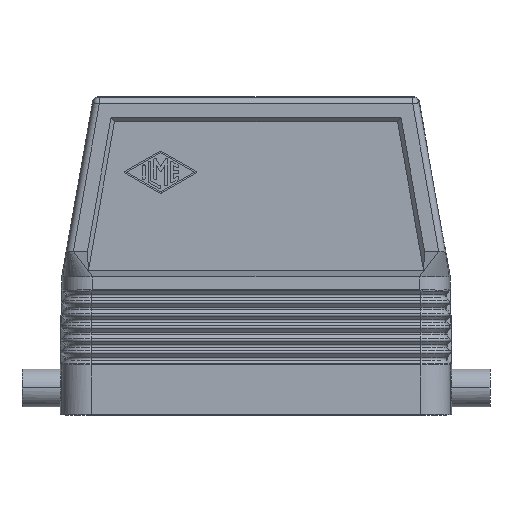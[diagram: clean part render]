
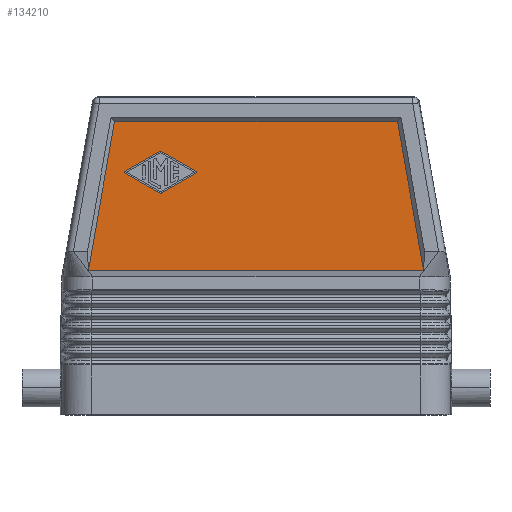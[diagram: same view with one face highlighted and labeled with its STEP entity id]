
A CAD part, left-side view. The second image highlights one B-rep face of the part: STEP entity #134210.
In plain terms, the highlighted planar face has unit normal (-1, 0, 0).
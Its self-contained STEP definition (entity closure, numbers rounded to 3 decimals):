
#33180=CARTESIAN_POINT('',(374.083,40.072,
63.188));
#33190=VERTEX_POINT('',#33180);
#33360=CARTESIAN_POINT('',(374.083,48.488,
58.377));
#33370=VERTEX_POINT('',#33360);
#33400=CARTESIAN_POINT('',(374.083,44.373,
60.73));
#33410=DIRECTION('',(0.,-0.868,0.496));
#33420=VECTOR('',#33410,1.);
#33430=LINE('',#33400,#33420);
#33440=EDGE_CURVE('',#33370,#33190,#33430,.T.);
#80030=CARTESIAN_POINT('',(374.083,48.488,
58.088));
#80040=VERTEX_POINT('',#80030);
#80070=CARTESIAN_POINT('',(374.083,48.405,
58.233));
#80080=DIRECTION('',(-1.,0.,0.));
#80090=DIRECTION('',(0.,-1.,0.));
#80100=AXIS2_PLACEMENT_3D('',#80070,#80080,#80090);
#80110=CIRCLE('',#80100,0.167);
#80120=EDGE_CURVE('',#33370,#80040,#80110,.T.);
#91110=CARTESIAN_POINT('',(374.083,40.072,
53.277));
#91120=VERTEX_POINT('',#91110);
#91300=CARTESIAN_POINT('',(374.083,39.741,
53.277));
#91310=VERTEX_POINT('',#91300);
#91340=CARTESIAN_POINT('',(374.083,39.906,
53.566));
#91350=DIRECTION('',(-1.,0.,0.));
#91360=DIRECTION('',(0.,-1.,0.));
#91370=AXIS2_PLACEMENT_3D('',#91340,#91350,#91360);
#91380=CIRCLE('',#91370,0.333);
#91390=EDGE_CURVE('',#91120,#91310,#91380,.T.);
#126870=CARTESIAN_POINT('',(374.083,-12.317,
48.893));
#126880=DIRECTION('',(1.,0.,0.));
#126890=DIRECTION('',(0.,1.,0.));
#126900=AXIS2_PLACEMENT_3D('',#126870,#126880,#126890);
#126910=PLANE('',#126900);
#132840=CARTESIAN_POINT('',(374.083,50.926,
70.233));
#132850=VERTEX_POINT('',#132840);
#133020=CARTESIAN_POINT('',(374.083,-16.613,
70.233));
#133030=VERTEX_POINT('',#133020);
#133060=CARTESIAN_POINT('',(374.083,44.373,
70.233));
#133070=DIRECTION('',(0.,1.,0.));
#133080=VECTOR('',#133070,1.);
#133090=LINE('',#133060,#133080);
#133100=EDGE_CURVE('',#133030,#132850,#133090,.T.);
#133330=CARTESIAN_POINT('',(374.083,-22.843,
34.87));
#133340=VERTEX_POINT('',#133330);
#133370=CARTESIAN_POINT('',(374.083,-26.831,
12.233));
#133380=DIRECTION('',(0.,0.174,0.985));
#133390=VECTOR('',#133380,1.);
#133400=LINE('',#133370,#133390);
#133410=EDGE_CURVE('',#133340,#133030,#133400,.T.);
#133600=CARTESIAN_POINT('',(374.083,31.407,
58.233));
#133610=DIRECTION('',(-1.,0.,0.));
#133620=DIRECTION('',(0.,-1.,0.));
#133630=AXIS2_PLACEMENT_3D('',#133600,#133610,#133620);
#133640=CIRCLE('',#133630,0.167);
#133650=CARTESIAN_POINT('',(374.083,31.324,
58.088));
#133660=VERTEX_POINT('',#133650);
#133670=CARTESIAN_POINT('',(374.083,31.324,
58.377));
#133680=VERTEX_POINT('',#133670);
#133690=EDGE_CURVE('',#133660,#133680,#133640,.T.);
#133700=ORIENTED_EDGE('',*,*,#133690,.F.);
#133710=CARTESIAN_POINT('',(374.083,44.373,
65.836));
#133720=DIRECTION('',(0.,-0.868,-0.496));
#133730=VECTOR('',#133720,1.);
#133740=LINE('',#133710,#133730);
#133750=CARTESIAN_POINT('',(374.083,39.741,
63.188));
#133760=VERTEX_POINT('',#133750);
#133770=EDGE_CURVE('',#133760,#133680,#133740,.T.);
#133780=ORIENTED_EDGE('',*,*,#133770,.T.);
#133790=CARTESIAN_POINT('',(374.083,39.906,
62.899));
#133800=DIRECTION('',(-1.,0.,0.));
#133810=DIRECTION('',(0.,-1.,0.));
#133820=AXIS2_PLACEMENT_3D('',#133790,#133800,#133810);
#133830=CIRCLE('',#133820,0.333);
#133840=EDGE_CURVE('',#133760,#33190,#133830,.T.);
#133850=ORIENTED_EDGE('',*,*,#133840,.F.);
#133860=ORIENTED_EDGE('',*,*,#33440,.T.);
#133870=ORIENTED_EDGE('',*,*,#80120,.F.);
#133880=CARTESIAN_POINT('',(374.083,44.373,
55.735));
#133890=DIRECTION('',(0.,0.868,0.496));
#133900=VECTOR('',#133890,1.);
#133910=LINE('',#133880,#133900);
#133920=EDGE_CURVE('',#91120,#80040,#133910,.T.);
#133930=ORIENTED_EDGE('',*,*,#133920,.T.);
#133940=ORIENTED_EDGE('',*,*,#91390,.F.);
#133950=CARTESIAN_POINT('',(374.083,44.373,
50.63));
#133960=DIRECTION('',(0.,0.868,-0.496));
#133970=VECTOR('',#133960,1.);
#133980=LINE('',#133950,#133970);
#133990=EDGE_CURVE('',#133660,#91310,#133980,.T.);
#134000=ORIENTED_EDGE('',*,*,#133990,.T.);
#134010=EDGE_LOOP('',(#134000,#133940,#133930,#133870,#133860,#133850,
#133780,#133700));
#134020=FACE_BOUND('',#134010,.T.);
#134030=CARTESIAN_POINT('',(374.083,44.373,
34.87));
#134040=DIRECTION('',(0.,1.,0.));
#134050=VECTOR('',#134040,1.);
#134060=LINE('',#134030,#134050);
#134070=CARTESIAN_POINT('',(374.083,57.156,
34.87));
#134080=VERTEX_POINT('',#134070);
#134090=EDGE_CURVE('',#133340,#134080,#134060,.T.);
#134100=ORIENTED_EDGE('',*,*,#134090,.F.);
#134110=CARTESIAN_POINT('',(374.083,61.144,
12.233));
#134120=DIRECTION('',(0.,-0.174,0.985));
#134130=VECTOR('',#134120,1.);
#134140=LINE('',#134110,#134130);
#134150=EDGE_CURVE('',#134080,#132850,#134140,.T.);
#134160=ORIENTED_EDGE('',*,*,#134150,.F.);
#134170=ORIENTED_EDGE('',*,*,#133100,.T.);
#134180=ORIENTED_EDGE('',*,*,#133410,.T.);
#134190=EDGE_LOOP('',(#134180,#134170,#134160,#134100));
#134200=FACE_OUTER_BOUND('',#134190,.T.);
#134210=ADVANCED_FACE('',(#134020,#134200),#126910,.F.);
